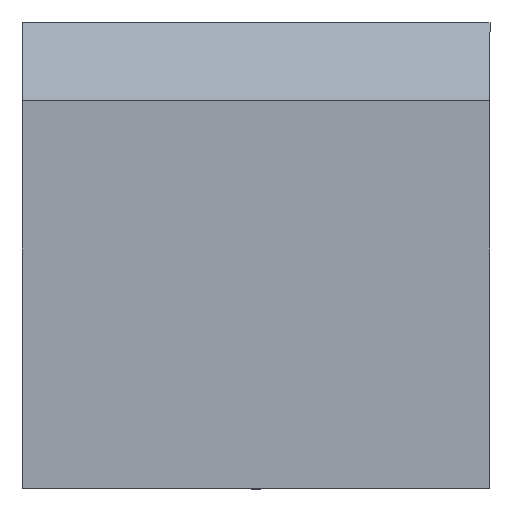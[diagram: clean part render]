
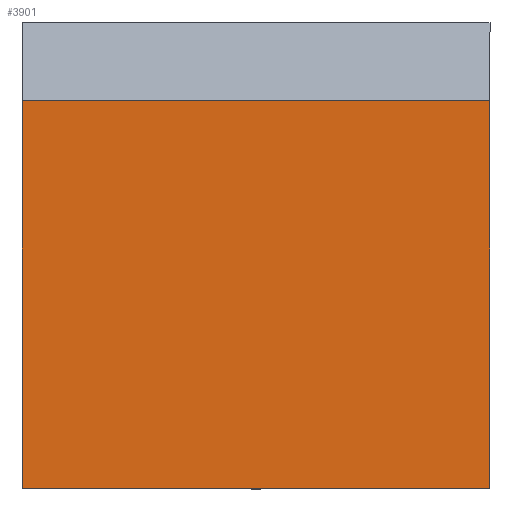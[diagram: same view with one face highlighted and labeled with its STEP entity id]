
A CAD part, top view. The second image highlights one B-rep face of the part: STEP entity #3901.
In plain terms, the highlighted face is planar.
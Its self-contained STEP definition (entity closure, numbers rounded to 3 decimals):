
#372 = VECTOR ( 'NONE', #4840, 1000. ) ;
#459 = ORIENTED_EDGE ( 'NONE', *, *, #2802, .T. ) ;
#1213 = CARTESIAN_POINT ( 'NONE',  ( -141.5, 0., 340. ) ) ;
#1791 = VERTEX_POINT ( 'NONE', #1213 ) ;
#1802 = LINE ( 'NONE', #3548, #4499 ) ;
#2091 = ORIENTED_EDGE ( 'NONE', *, *, #6534, .F. ) ;
#2592 = CARTESIAN_POINT ( 'NONE',  ( -141.5, 0., -1.4 ) ) ;
#2802 = EDGE_CURVE ( 'NONE', #3483, #7131, #5911, .T. ) ;
#2972 = CARTESIAN_POINT ( 'NONE',  ( 141.5, 0., -1.4 ) ) ;
#3085 = VERTEX_POINT ( 'NONE', #4561 ) ;
#3149 = EDGE_CURVE ( 'NONE', #1791, #3483, #1802, .T. ) ;
#3265 = ORIENTED_EDGE ( 'NONE', *, *, #7159, .F. ) ;
#3439 = FACE_OUTER_BOUND ( 'NONE', #6339, .T. ) ;
#3456 = DIRECTION ( 'NONE',  ( 0., 0., -1. ) ) ;
#3481 = LINE ( 'NONE', #5244, #6837 ) ;
#3483 = VERTEX_POINT ( 'NONE', #6330 ) ;
#3548 = CARTESIAN_POINT ( 'NONE',  ( -141.5, 0., 340. ) ) ;
#3559 = DIRECTION ( 'NONE',  ( 1., 0., 0. ) ) ;
#3901 = ADVANCED_FACE ( 'NONE', ( #3439 ), #4725, .F. ) ;
#4098 = DIRECTION ( 'NONE',  ( -1., 0., 0. ) ) ;
#4499 = VECTOR ( 'NONE', #5182, 1000. ) ;
#4561 = CARTESIAN_POINT ( 'NONE',  ( 141.5, 0., 340. ) ) ;
#4650 = AXIS2_PLACEMENT_3D ( 'NONE', #6877, #6915, #4098 ) ;
#4725 = PLANE ( 'NONE',  #4650 ) ;
#4840 = DIRECTION ( 'NONE',  ( 1., 0., 0. ) ) ;
#5182 = DIRECTION ( 'NONE',  ( 0., 0., -1. ) ) ;
#5244 = CARTESIAN_POINT ( 'NONE',  ( -141.5, 0., 340. ) ) ;
#5911 = LINE ( 'NONE', #2592, #372 ) ;
#6330 = CARTESIAN_POINT ( 'NONE',  ( -141.5, 0., -1.4 ) ) ;
#6339 = EDGE_LOOP ( 'NONE', ( #6894, #459, #2091, #3265 ) ) ;
#6476 = VECTOR ( 'NONE', #3456, 1000. ) ;
#6514 = LINE ( 'NONE', #6783, #6476 ) ;
#6534 = EDGE_CURVE ( 'NONE', #3085, #7131, #6514, .T. ) ;
#6783 = CARTESIAN_POINT ( 'NONE',  ( 141.5, 0., 340. ) ) ;
#6837 = VECTOR ( 'NONE', #3559, 1000. ) ;
#6877 = CARTESIAN_POINT ( 'NONE',  ( -141.5, 0., 340. ) ) ;
#6894 = ORIENTED_EDGE ( 'NONE', *, *, #3149, .T. ) ;
#6915 = DIRECTION ( 'NONE',  ( 0., 1., 0. ) ) ;
#7131 = VERTEX_POINT ( 'NONE', #2972 ) ;
#7159 = EDGE_CURVE ( 'NONE', #1791, #3085, #3481, .T. ) ;
